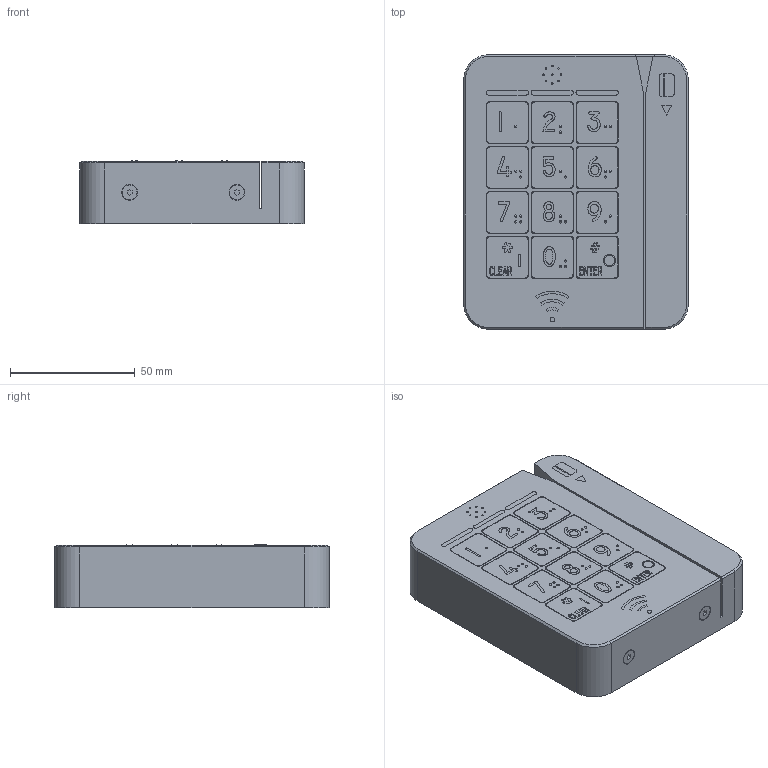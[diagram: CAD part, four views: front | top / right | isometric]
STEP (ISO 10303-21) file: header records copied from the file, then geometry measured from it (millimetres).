
FILE_DESCRIPTION(/* description */ (''),/* implementation_level */ '2;1');
FILE_NAME(/* name */ 'Blackboard.stp',/* time_stamp */ '2016-01-21T12:46:48+01:00',/* author */ ('mervarto'),/* organization */ (''),/* preprocessor_version */ 'ST-DEVELOPER v15.2',/* originating_system */ 'Autodesk Inventor 2014',/* authorisation */ '');
FILE_SCHEMA (('AUTOMOTIVE_DESIGN { 1 0 10303 214 3 1 1 }'));
Length unit declared in the file: millimetre
Products named in the file (9): body; keyboard; body2; LED green; LED yellow; LED red; DIN 934 - M3 x 0,5; DIN 7991 - M3x8; Blackboard
Bounding box: 90 x 110 x 25.3 mm (x, y, z)
Volume: 79935.7 mm3; surface area: 85628.4 mm2
Topology: 10 solids, 10 shells, 911 faces, 2467 edges, 1638 vertices
Faces by surface type: plane 424, bspline 269, cylinder 162, cone 28, sphere 25, torus 3
Full cylindrical faces by diameter (mm): 0.6 x9, 1.8 x1, 2.459 x2, 3 x6, 3.1 x4, 6 x2, 7 x1
Entity records: 29114 total; most frequent: CARTESIAN_POINT 7825, ORIENTED_EDGE 4610, DIRECTION 3388, EDGE_CURVE 2305, VERTEX_POINT 1565, LINE 1386, VECTOR 1386, EDGE_LOOP 1080
